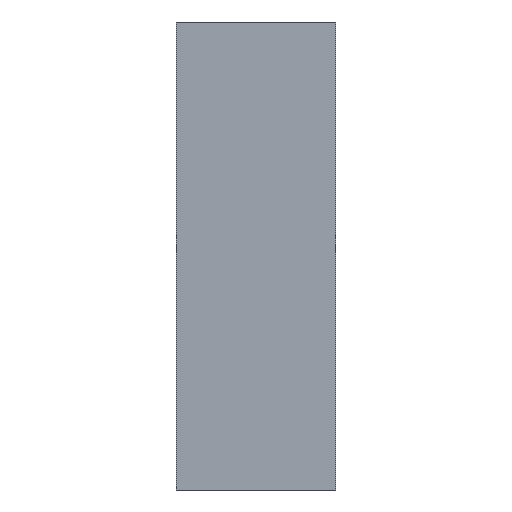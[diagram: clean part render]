
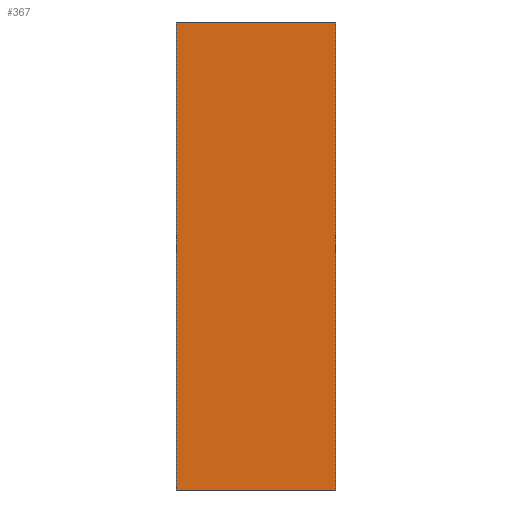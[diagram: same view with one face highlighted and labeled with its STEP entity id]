
A CAD part, left-side view. The second image highlights one B-rep face of the part: STEP entity #367.
In plain terms, the highlighted planar face has unit normal (-1, 0, 0).
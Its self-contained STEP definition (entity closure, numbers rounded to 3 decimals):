
#9 = CARTESIAN_POINT ( 'NONE',  ( -25., 28., 0. ) ) ;
#87 = DIRECTION ( 'NONE',  ( 1., 0., 0. ) ) ;
#253 = CARTESIAN_POINT ( 'NONE',  ( -25., 0., 0. ) ) ;
#282 = EDGE_CURVE ( 'NONE', #1705, #552, #2230, .T. ) ;
#367 = ADVANCED_FACE ( 'NONE', ( #923 ), #1764, .F. ) ;
#380 = VECTOR ( 'NONE', #2263, 1000. ) ;
#552 = VERTEX_POINT ( 'NONE', #253 ) ;
#741 = DIRECTION ( 'NONE',  ( 0., -1., 0. ) ) ;
#766 = EDGE_LOOP ( 'NONE', ( #2689, #2309, #1738, #934 ) ) ;
#923 = FACE_OUTER_BOUND ( 'NONE', #766, .T. ) ;
#930 = CARTESIAN_POINT ( 'NONE',  ( -25., 28., 82. ) ) ;
#934 = ORIENTED_EDGE ( 'NONE', *, *, #962, .T. ) ;
#962 = EDGE_CURVE ( 'NONE', #2165, #1705, #1873, .T. ) ;
#989 = DIRECTION ( 'NONE',  ( 0., -1., 0. ) ) ;
#1356 = EDGE_CURVE ( 'NONE', #1972, #552, #2510, .T. ) ;
#1411 = DIRECTION ( 'NONE',  ( 0., 0., -1. ) ) ;
#1565 = CARTESIAN_POINT ( 'NONE',  ( -25., 28., 82. ) ) ;
#1597 = VECTOR ( 'NONE', #741, 1000. ) ;
#1705 = VERTEX_POINT ( 'NONE', #9 ) ;
#1738 = ORIENTED_EDGE ( 'NONE', *, *, #2687, .F. ) ;
#1745 = CARTESIAN_POINT ( 'NONE',  ( -25., 28., 82. ) ) ;
#1764 = PLANE ( 'NONE',  #2610 ) ;
#1790 = LINE ( 'NONE', #930, #1597 ) ;
#1853 = CARTESIAN_POINT ( 'NONE',  ( -25., 0., 82. ) ) ;
#1873 = LINE ( 'NONE', #2082, #2318 ) ;
#1929 = CARTESIAN_POINT ( 'NONE',  ( -25., 0., 82. ) ) ;
#1972 = VERTEX_POINT ( 'NONE', #1929 ) ;
#2082 = CARTESIAN_POINT ( 'NONE',  ( -25., 28., 82. ) ) ;
#2165 = VERTEX_POINT ( 'NONE', #1745 ) ;
#2230 = LINE ( 'NONE', #2465, #2270 ) ;
#2263 = DIRECTION ( 'NONE',  ( 0., 0., -1. ) ) ;
#2270 = VECTOR ( 'NONE', #989, 1000. ) ;
#2309 = ORIENTED_EDGE ( 'NONE', *, *, #1356, .F. ) ;
#2318 = VECTOR ( 'NONE', #1411, 1000. ) ;
#2465 = CARTESIAN_POINT ( 'NONE',  ( -25., 28., 0. ) ) ;
#2510 = LINE ( 'NONE', #1853, #380 ) ;
#2608 = DIRECTION ( 'NONE',  ( 0., 1., 0. ) ) ;
#2610 = AXIS2_PLACEMENT_3D ( 'NONE', #1565, #87, #2608 ) ;
#2687 = EDGE_CURVE ( 'NONE', #2165, #1972, #1790, .T. ) ;
#2689 = ORIENTED_EDGE ( 'NONE', *, *, #282, .T. ) ;
